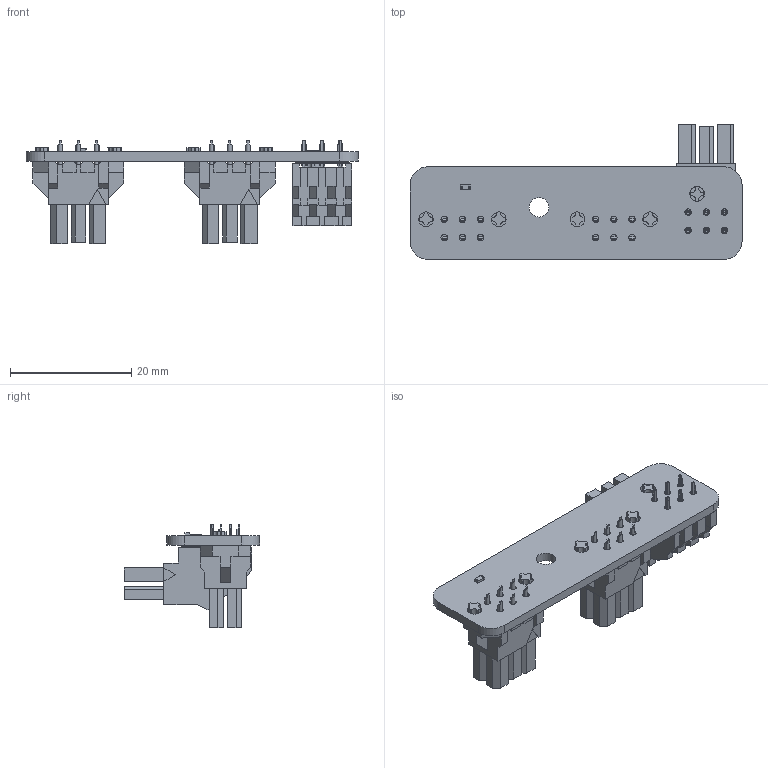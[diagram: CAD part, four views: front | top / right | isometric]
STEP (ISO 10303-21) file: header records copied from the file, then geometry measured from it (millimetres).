
FILE_DESCRIPTION(('KiCad electronic assembly'),'2;1');
FILE_NAME('MPPT-IOBreakoutPCB.step','2025-10-06T20:43:29',('Pcbnew'),( 'Kicad'),'Open CASCADE STEP processor 7.8','KiCad to STEP converter' ,'Unknown');
FILE_SCHEMA(('AUTOMOTIVE_DESIGN { 1 0 10303 214 1 1 1 1 }'));
Length unit declared in the file: millimetre
Products named in the file (7): MPPT-IOBreakoutPCB 1; R_0603_1608Metric; kicad_embedded_382526C0F9EA9943D5A44D82706600BB; kicad_embedded_B8360FEAFEAFFAF1AAF227E4E5C26D34; SOLID; COMPOUND; MPPT-IOBreakoutPCB_PCB
Assembly tree (7 placements, depth 3):
  MPPT-IOBreakoutPCB 1
    R_0603_1608Metric
    kicad_embedded_382526C0F9EA9943D5A44D82706600BB  x2
    kicad_embedded_B8360FEAFEAFFAF1AAF227E4E5C26D34
      SOLID
      COMPOUND
    MPPT-IOBreakoutPCB_PCB
Bounding box: 54.8 x 22.29 x 17.14 mm (x, y, z)
Volume: 3934 mm3; surface area: 5630.7 mm2
Topology: 5 solids, 5 shells, 953 faces, 2629 edges, 1722 vertices
Faces by surface type: plane 833, cylinder 120
Full cylindrical faces by diameter (mm): 1.067 x18, 2.413 x5, 3.2 x1
Entity records: 21450 total; most frequent: CARTESIAN_POINT 3797, ORIENTED_EDGE 3668, DIRECTION 3431, EDGE_CURVE 1834, LINE 1585, VECTOR 1585, VERTEX_POINT 1187, AXIS2_PLACEMENT_3D 923
